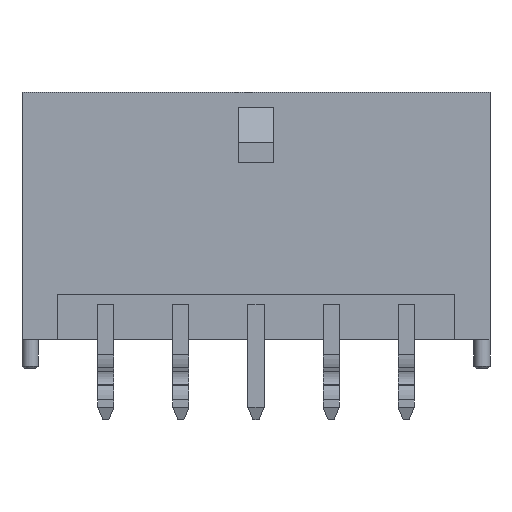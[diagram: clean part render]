
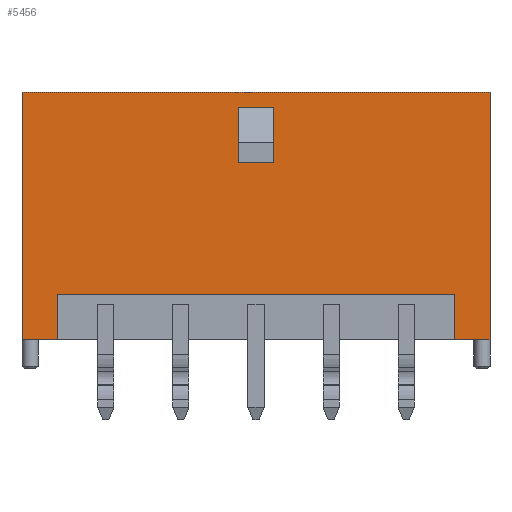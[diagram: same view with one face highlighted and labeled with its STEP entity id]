
A CAD part, left-side view. The second image highlights one B-rep face of the part: STEP entity #5456.
In plain terms, the highlighted planar face has unit normal (-1, 0, 0).
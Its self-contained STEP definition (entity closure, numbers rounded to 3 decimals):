
#738=ORIENTED_EDGE('',*,*,#2141,.T.);
#739=ORIENTED_EDGE('',*,*,#2142,.T.);
#740=ORIENTED_EDGE('',*,*,#2143,.F.);
#741=ORIENTED_EDGE('',*,*,#2144,.F.);
#742=ORIENTED_EDGE('',*,*,#2145,.F.);
#743=ORIENTED_EDGE('',*,*,#1844,.F.);
#744=ORIENTED_EDGE('',*,*,#2133,.T.);
#745=ORIENTED_EDGE('',*,*,#1804,.T.);
#746=ORIENTED_EDGE('',*,*,#2135,.F.);
#747=ORIENTED_EDGE('',*,*,#1673,.F.);
#748=ORIENTED_EDGE('',*,*,#2146,.F.);
#749=ORIENTED_EDGE('',*,*,#2147,.F.);
#1673=EDGE_CURVE('',#2456,#2449,#2974,.T.);
#1804=EDGE_CURVE('',#2578,#2577,#3105,.T.);
#1844=EDGE_CURVE('',#2615,#2616,#3144,.T.);
#2133=EDGE_CURVE('',#2615,#2578,#3433,.T.);
#2135=EDGE_CURVE('',#2449,#2577,#3435,.T.);
#2141=EDGE_CURVE('',#2814,#2815,#3441,.T.);
#2142=EDGE_CURVE('',#2815,#2816,#3442,.T.);
#2143=EDGE_CURVE('',#2817,#2816,#3443,.T.);
#2144=EDGE_CURVE('',#2814,#2817,#3444,.T.);
#2145=EDGE_CURVE('',#2616,#2818,#3445,.T.);
#2146=EDGE_CURVE('',#2819,#2456,#3446,.T.);
#2147=EDGE_CURVE('',#2818,#2819,#3447,.T.);
#2449=VERTEX_POINT('',#7362);
#2456=VERTEX_POINT('',#7377);
#2577=VERTEX_POINT('',#7638);
#2578=VERTEX_POINT('',#7640);
#2615=VERTEX_POINT('',#7725);
#2616=VERTEX_POINT('',#7727);
#2814=VERTEX_POINT('',#8287);
#2815=VERTEX_POINT('',#8288);
#2816=VERTEX_POINT('',#8290);
#2817=VERTEX_POINT('',#8292);
#2818=VERTEX_POINT('',#8295);
#2819=VERTEX_POINT('',#8297);
#2974=LINE('',#7378,#3740);
#3105=LINE('',#7639,#3871);
#3144=LINE('',#7726,#3910);
#3433=LINE('',#8273,#4199);
#3435=LINE('',#8276,#4201);
#3441=LINE('',#8286,#4207);
#3442=LINE('',#8289,#4208);
#3443=LINE('',#8291,#4209);
#3444=LINE('',#8293,#4210);
#3445=LINE('',#8294,#4211);
#3446=LINE('',#8296,#4212);
#3447=LINE('',#8298,#4213);
#3740=VECTOR('',#6000,1000.);
#3871=VECTOR('',#6149,1000.);
#3910=VECTOR('',#6208,1000.);
#4199=VECTOR('',#6619,1000.);
#4201=VECTOR('',#6623,1000.);
#4207=VECTOR('',#6635,1000.);
#4208=VECTOR('',#6636,1000.);
#4209=VECTOR('',#6637,1000.);
#4210=VECTOR('',#6638,1000.);
#4211=VECTOR('',#6639,1000.);
#4212=VECTOR('',#6640,1000.);
#4213=VECTOR('',#6641,1000.);
#4599=EDGE_LOOP('',(#738,#739,#740,#741));
#4600=EDGE_LOOP('',(#742,#743,#744,#745,#746,#747,#748,#749));
#4905=FACE_BOUND('',#4599,.T.);
#4906=FACE_BOUND('',#4600,.T.);
#5193=PLANE('',#5769);
#5456=ADVANCED_FACE('',(#4905,#4906),#5193,.T.);
#5769=AXIS2_PLACEMENT_3D('',#8285,#6633,#6634);
#6000=DIRECTION('',(0.,1.,0.));
#6149=DIRECTION('',(0.,1.,0.));
#6208=DIRECTION('',(0.,1.,0.));
#6619=DIRECTION('',(0.,0.,1.));
#6623=DIRECTION('',(0.,0.,1.));
#6633=DIRECTION('',(-1.,0.,0.));
#6634=DIRECTION('',(0.,0.,1.));
#6635=DIRECTION('',(0.,0.,1.));
#6636=DIRECTION('',(0.,-1.,0.));
#6637=DIRECTION('',(0.,0.,1.));
#6638=DIRECTION('',(0.,-1.,0.));
#6639=DIRECTION('',(0.,0.,1.));
#6640=DIRECTION('',(0.,0.,-1.));
#6641=DIRECTION('',(0.,1.,0.));
#7362=CARTESIAN_POINT('',(-3.43,9.35,-4.95));
#7377=CARTESIAN_POINT('',(-3.43,7.95,-4.95));
#7378=CARTESIAN_POINT('',(-3.43,-9.35,-4.95));
#7638=CARTESIAN_POINT('',(-3.43,9.35,4.95));
#7639=CARTESIAN_POINT('',(-3.43,-9.35,4.95));
#7640=CARTESIAN_POINT('',(-3.43,-9.35,4.95));
#7725=CARTESIAN_POINT('',(-3.43,-9.35,-4.95));
#7726=CARTESIAN_POINT('',(-3.43,-9.35,-4.95));
#7727=CARTESIAN_POINT('',(-3.43,-7.95,-4.95));
#8273=CARTESIAN_POINT('',(-3.43,-9.35,-4.95));
#8276=CARTESIAN_POINT('',(-3.43,9.35,-4.95));
#8285=CARTESIAN_POINT('',(-3.43,-9.35,-4.95));
#8286=CARTESIAN_POINT('',(-3.43,0.7,2.15));
#8287=CARTESIAN_POINT('',(-3.43,0.7,2.15));
#8288=CARTESIAN_POINT('',(-3.43,0.7,4.35));
#8289=CARTESIAN_POINT('',(-3.43,0.7,4.35));
#8290=CARTESIAN_POINT('',(-3.43,-0.7,4.35));
#8291=CARTESIAN_POINT('',(-3.43,-0.7,2.15));
#8292=CARTESIAN_POINT('',(-3.43,-0.7,2.15));
#8293=CARTESIAN_POINT('',(-3.43,0.7,2.15));
#8294=CARTESIAN_POINT('',(-3.43,-7.95,-4.95));
#8295=CARTESIAN_POINT('',(-3.43,-7.95,-3.15));
#8296=CARTESIAN_POINT('',(-3.43,7.95,-3.15));
#8297=CARTESIAN_POINT('',(-3.43,7.95,-3.15));
#8298=CARTESIAN_POINT('',(-3.43,-7.95,-3.15));
